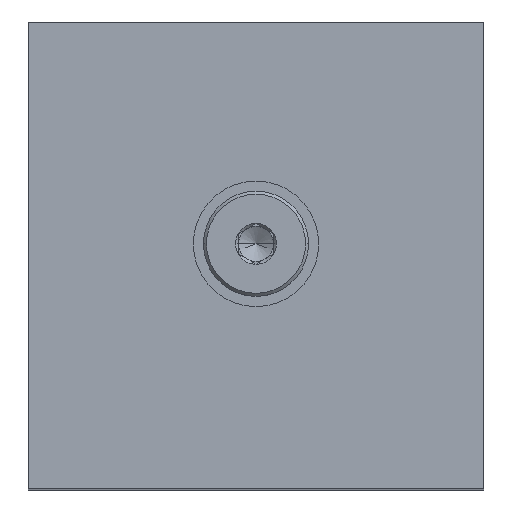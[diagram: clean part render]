
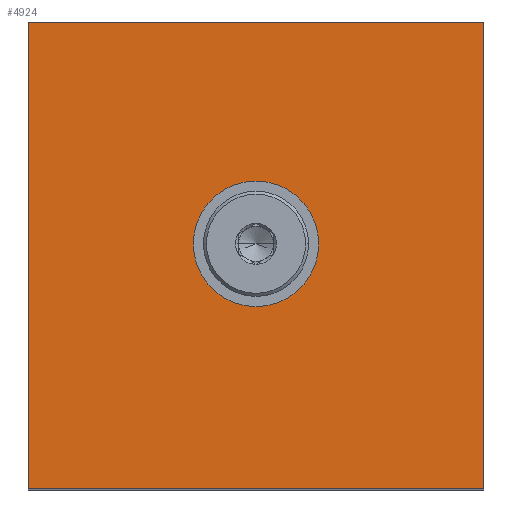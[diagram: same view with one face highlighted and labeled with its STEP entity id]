
A CAD part, top view. The second image highlights one B-rep face of the part: STEP entity #4924.
In plain terms, the highlighted planar face has unit normal (0, 0, 1).
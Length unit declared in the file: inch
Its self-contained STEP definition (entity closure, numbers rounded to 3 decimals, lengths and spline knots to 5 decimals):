
#1828=DIRECTION('',(0.,-1.,0.));
#1829=VECTOR('',#1828,2.5);
#1830=CARTESIAN_POINT('',(0.,0.,3.812));
#1831=LINE('',#1830,#1829);
#1832=DIRECTION('',(-1.,0.,0.));
#1833=VECTOR('',#1832,2.438);
#1834=CARTESIAN_POINT('',(2.438,0.,3.812));
#1835=LINE('',#1834,#1833);
#1836=DIRECTION('',(0.,1.,0.));
#1837=VECTOR('',#1836,2.5);
#1838=CARTESIAN_POINT('',(2.438,-2.5,3.812));
#1839=LINE('',#1838,#1837);
#1840=DIRECTION('',(1.,0.,0.));
#1841=VECTOR('',#1840,2.438);
#1842=CARTESIAN_POINT('',(0.,-2.5,3.812));
#1843=LINE('',#1842,#1841);
#1844=CARTESIAN_POINT('',(1.219,-1.188,3.812));
#1845=DIRECTION('',(0.,0.,-1.));
#1846=DIRECTION('',(-1.,0.,0.));
#1847=AXIS2_PLACEMENT_3D('',#1844,#1845,#1846);
#1849=CARTESIAN_POINT('',(1.219,-1.188,3.812));
#1850=DIRECTION('',(0.,0.,-1.));
#1851=DIRECTION('',(1.,0.,0.));
#1852=AXIS2_PLACEMENT_3D('',#1849,#1850,#1851);
#3836=CARTESIAN_POINT('',(0.,0.,3.812));
#3837=CARTESIAN_POINT('',(0.,-2.5,3.812));
#3838=VERTEX_POINT('',#3836);
#3839=VERTEX_POINT('',#3837);
#3840=CARTESIAN_POINT('',(2.438,-2.5,3.812));
#3841=VERTEX_POINT('',#3840);
#3842=CARTESIAN_POINT('',(2.438,0.,3.812));
#3843=VERTEX_POINT('',#3842);
#4194=CARTESIAN_POINT('',(0.883,-1.188,
3.812));
#4195=CARTESIAN_POINT('',(1.555,-1.188,3.812));
#4196=VERTEX_POINT('',#4194);
#4197=VERTEX_POINT('',#4195);
#4906=CARTESIAN_POINT('',(0.,0.,3.812));
#4907=DIRECTION('',(0.,0.,1.));
#4908=DIRECTION('',(1.,0.,0.));
#4909=AXIS2_PLACEMENT_3D('',#4906,#4907,#4908);
#4910=PLANE('',#4909);
#4911=ORIENTED_EDGE('',*,*,#4796,.F.);
#4912=ORIENTED_EDGE('',*,*,#4900,.F.);
#4913=ORIENTED_EDGE('',*,*,#4443,.F.);
#4915=ORIENTED_EDGE('',*,*,#4914,.F.);
#4916=EDGE_LOOP('',(#4911,#4912,#4913,#4915));
#4917=FACE_OUTER_BOUND('',#4916,.F.);
#4919=ORIENTED_EDGE('',*,*,#4918,.F.);
#4921=ORIENTED_EDGE('',*,*,#4920,.F.);
#4922=EDGE_LOOP('',(#4919,#4921));
#4923=FACE_BOUND('',#4922,.F.);
#4924=ADVANCED_FACE('',(#4917,#4923),#4910,.T.);
#1848=CIRCLE('',#1847,0.336);
#1853=CIRCLE('',#1852,0.336);
#4443=EDGE_CURVE('',#3841,#3843,#1839,.T.);
#4796=EDGE_CURVE('',#3838,#3839,#1831,.T.);
#4900=EDGE_CURVE('',#3843,#3838,#1835,.T.);
#4914=EDGE_CURVE('',#3839,#3841,#1843,.T.);
#4918=EDGE_CURVE('',#4196,#4197,#1848,.T.);
#4920=EDGE_CURVE('',#4197,#4196,#1853,.T.);
